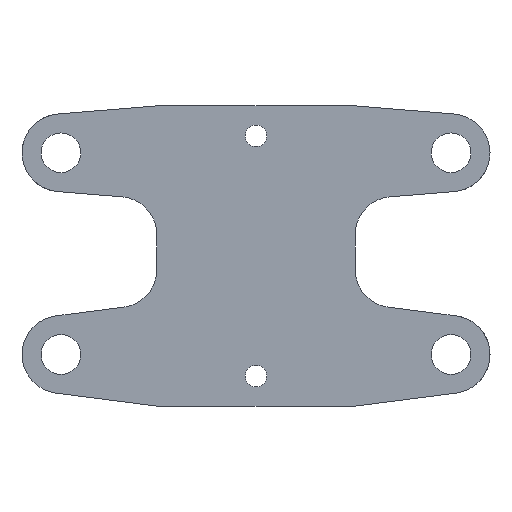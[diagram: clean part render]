
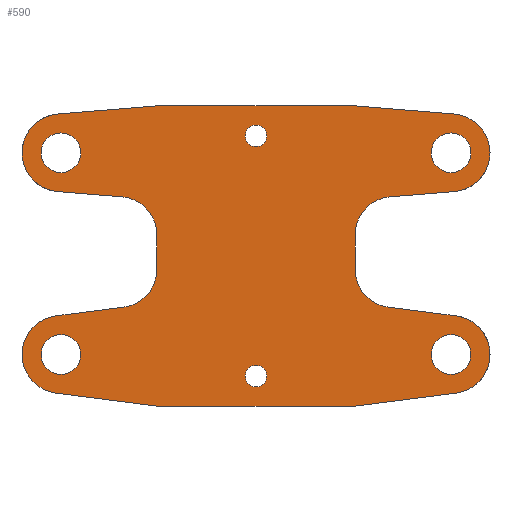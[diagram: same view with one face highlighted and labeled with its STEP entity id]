
A CAD part, front view. The second image highlights one B-rep face of the part: STEP entity #590.
In plain terms, the highlighted planar face has unit normal (0, -1, 0).
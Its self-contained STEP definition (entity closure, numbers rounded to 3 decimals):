
#43=LINE('',#923,#87);
#48=LINE('',#934,#92);
#51=LINE('',#943,#95);
#56=LINE('',#954,#100);
#57=LINE('',#958,#101);
#61=LINE('',#975,#105);
#63=LINE('',#980,#107);
#67=LINE('',#997,#111);
#69=LINE('',#1006,#113);
#70=LINE('',#1008,#114);
#71=LINE('',#1010,#115);
#72=LINE('',#1012,#116);
#87=VECTOR('',#743,10.);
#92=VECTOR('',#754,10.);
#95=VECTOR('',#763,10.);
#100=VECTOR('',#774,10.);
#101=VECTOR('',#777,10.);
#105=VECTOR('',#799,10.);
#107=VECTOR('',#803,10.);
#111=VECTOR('',#825,10.);
#113=VECTOR('',#837,10.);
#114=VECTOR('',#840,10.);
#115=VECTOR('',#843,10.);
#116=VECTOR('',#846,10.);
#133=FACE_BOUND('',#219,.T.);
#134=FACE_BOUND('',#220,.T.);
#135=FACE_BOUND('',#221,.T.);
#136=FACE_BOUND('',#222,.T.);
#137=FACE_BOUND('',#223,.T.);
#138=FACE_BOUND('',#224,.T.);
#170=FACE_OUTER_BOUND('',#218,.T.);
#218=EDGE_LOOP('',(#515,#516,#517,#518,#519,#520,#521,#522,#523,#524,#525,
#526,#527,#528,#529,#530,#531,#532,#533,#534));
#219=EDGE_LOOP('',(#535));
#220=EDGE_LOOP('',(#536));
#221=EDGE_LOOP('',(#537));
#222=EDGE_LOOP('',(#538));
#223=EDGE_LOOP('',(#539));
#224=EDGE_LOOP('',(#540));
#243=CIRCLE('',#635,6.35);
#244=CIRCLE('',#638,6.35);
#245=CIRCLE('',#641,6.35);
#246=CIRCLE('',#644,6.35);
#247=CIRCLE('',#648,3.302);
#248=CIRCLE('',#650,6.477);
#249=CIRCLE('',#652,6.477);
#250=CIRCLE('',#654,3.302);
#251=CIRCLE('',#658,3.302);
#252=CIRCLE('',#660,6.477);
#253=CIRCLE('',#662,6.477);
#254=CIRCLE('',#664,3.302);
#255=CIRCLE('',#667,1.8);
#256=CIRCLE('',#669,1.8);
#287=VERTEX_POINT('',#916);
#288=VERTEX_POINT('',#917);
#289=VERTEX_POINT('',#922);
#290=VERTEX_POINT('',#926);
#291=VERTEX_POINT('',#928);
#292=VERTEX_POINT('',#932);
#293=VERTEX_POINT('',#936);
#294=VERTEX_POINT('',#937);
#295=VERTEX_POINT('',#942);
#296=VERTEX_POINT('',#946);
#297=VERTEX_POINT('',#948);
#298=VERTEX_POINT('',#952);
#299=VERTEX_POINT('',#956);
#300=VERTEX_POINT('',#957);
#301=VERTEX_POINT('',#962);
#302=VERTEX_POINT('',#967);
#303=VERTEX_POINT('',#971);
#304=VERTEX_POINT('',#974);
#305=VERTEX_POINT('',#978);
#306=VERTEX_POINT('',#979);
#307=VERTEX_POINT('',#984);
#308=VERTEX_POINT('',#989);
#309=VERTEX_POINT('',#993);
#310=VERTEX_POINT('',#996);
#311=VERTEX_POINT('',#1000);
#312=VERTEX_POINT('',#1003);
#343=EDGE_CURVE('',#287,#288,#243,.T.);
#346=EDGE_CURVE('',#288,#289,#43,.T.);
#349=EDGE_CURVE('',#290,#291,#244,.T.);
#352=EDGE_CURVE('',#292,#290,#48,.T.);
#353=EDGE_CURVE('',#293,#294,#245,.T.);
#356=EDGE_CURVE('',#294,#295,#51,.T.);
#359=EDGE_CURVE('',#296,#297,#246,.T.);
#362=EDGE_CURVE('',#298,#296,#56,.T.);
#363=EDGE_CURVE('',#299,#300,#57,.T.);
#366=EDGE_CURVE('',#301,#301,#247,.T.);
#367=EDGE_CURVE('',#289,#299,#248,.T.);
#368=EDGE_CURVE('',#302,#298,#249,.T.);
#370=EDGE_CURVE('',#303,#303,#250,.T.);
#371=EDGE_CURVE('',#304,#302,#61,.T.);
#373=EDGE_CURVE('',#305,#306,#63,.T.);
#376=EDGE_CURVE('',#307,#307,#251,.T.);
#377=EDGE_CURVE('',#295,#305,#252,.T.);
#378=EDGE_CURVE('',#308,#292,#253,.T.);
#380=EDGE_CURVE('',#309,#309,#254,.T.);
#381=EDGE_CURVE('',#310,#308,#67,.T.);
#383=EDGE_CURVE('',#311,#311,#255,.T.);
#384=EDGE_CURVE('',#312,#312,#256,.T.);
#385=EDGE_CURVE('',#297,#293,#69,.T.);
#386=EDGE_CURVE('',#300,#304,#70,.T.);
#387=EDGE_CURVE('',#291,#287,#71,.T.);
#388=EDGE_CURVE('',#306,#310,#72,.T.);
#515=ORIENTED_EDGE('',*,*,#388,.F.);
#516=ORIENTED_EDGE('',*,*,#373,.F.);
#517=ORIENTED_EDGE('',*,*,#377,.F.);
#518=ORIENTED_EDGE('',*,*,#356,.F.);
#519=ORIENTED_EDGE('',*,*,#353,.F.);
#520=ORIENTED_EDGE('',*,*,#385,.F.);
#521=ORIENTED_EDGE('',*,*,#359,.F.);
#522=ORIENTED_EDGE('',*,*,#362,.F.);
#523=ORIENTED_EDGE('',*,*,#368,.F.);
#524=ORIENTED_EDGE('',*,*,#371,.F.);
#525=ORIENTED_EDGE('',*,*,#386,.F.);
#526=ORIENTED_EDGE('',*,*,#363,.F.);
#527=ORIENTED_EDGE('',*,*,#367,.F.);
#528=ORIENTED_EDGE('',*,*,#346,.F.);
#529=ORIENTED_EDGE('',*,*,#343,.F.);
#530=ORIENTED_EDGE('',*,*,#387,.F.);
#531=ORIENTED_EDGE('',*,*,#349,.F.);
#532=ORIENTED_EDGE('',*,*,#352,.F.);
#533=ORIENTED_EDGE('',*,*,#378,.F.);
#534=ORIENTED_EDGE('',*,*,#381,.F.);
#535=ORIENTED_EDGE('',*,*,#366,.F.);
#536=ORIENTED_EDGE('',*,*,#370,.F.);
#537=ORIENTED_EDGE('',*,*,#376,.F.);
#538=ORIENTED_EDGE('',*,*,#380,.F.);
#539=ORIENTED_EDGE('',*,*,#383,.T.);
#540=ORIENTED_EDGE('',*,*,#384,.T.);
#558=PLANE('',#674);
#590=ADVANCED_FACE('',(#170,#133,#134,#135,#136,#137,#138),#558,.T.);
#635=AXIS2_PLACEMENT_3D('',#918,#737,#738);
#638=AXIS2_PLACEMENT_3D('',#929,#748,#749);
#641=AXIS2_PLACEMENT_3D('',#938,#757,#758);
#644=AXIS2_PLACEMENT_3D('',#949,#768,#769);
#648=AXIS2_PLACEMENT_3D('',#963,#782,#783);
#650=AXIS2_PLACEMENT_3D('',#965,#786,#787);
#652=AXIS2_PLACEMENT_3D('',#968,#790,#791);
#654=AXIS2_PLACEMENT_3D('',#972,#795,#796);
#658=AXIS2_PLACEMENT_3D('',#985,#808,#809);
#660=AXIS2_PLACEMENT_3D('',#987,#812,#813);
#662=AXIS2_PLACEMENT_3D('',#990,#816,#817);
#664=AXIS2_PLACEMENT_3D('',#994,#821,#822);
#667=AXIS2_PLACEMENT_3D('',#1001,#829,#830);
#669=AXIS2_PLACEMENT_3D('',#1004,#833,#834);
#674=AXIS2_PLACEMENT_3D('',#1013,#847,#848);
#737=DIRECTION('center_axis',(0.,-1.,0.));
#738=DIRECTION('ref_axis',(-0.751,0.,-0.66));
#743=DIRECTION('',(0.992,0.,-0.128));
#748=DIRECTION('center_axis',(0.,-1.,0.));
#749=DIRECTION('ref_axis',(-0.735,0.,0.678));
#754=DIRECTION('',(-0.997,0.,-0.082));
#757=DIRECTION('center_axis',(0.,-1.,0.));
#758=DIRECTION('ref_axis',(0.735,0.,0.678));
#763=DIRECTION('',(-0.997,0.,0.082));
#768=DIRECTION('center_axis',(0.,-1.,0.));
#769=DIRECTION('ref_axis',(0.751,0.,-0.66));
#774=DIRECTION('',(0.992,0.,0.128));
#777=DIRECTION('',(-0.992,0.,-0.128));
#782=DIRECTION('center_axis',(0.,-1.,0.));
#783=DIRECTION('ref_axis',(-1.,0.,0.));
#786=DIRECTION('center_axis',(0.,1.,0.));
#787=DIRECTION('ref_axis',(0.128,0.,0.992));
#790=DIRECTION('center_axis',(0.,1.,0.));
#791=DIRECTION('ref_axis',(-0.128,0.,-0.992));
#795=DIRECTION('center_axis',(0.,-1.,0.));
#796=DIRECTION('ref_axis',(-1.,0.,0.));
#799=DIRECTION('',(-0.992,0.,0.128));
#803=DIRECTION('',(0.997,0.,0.082));
#808=DIRECTION('center_axis',(0.,-1.,0.));
#809=DIRECTION('ref_axis',(-1.,0.,0.));
#812=DIRECTION('center_axis',(0.,1.,0.));
#813=DIRECTION('ref_axis',(-0.082,0.,-0.997));
#816=DIRECTION('center_axis',(0.,1.,0.));
#817=DIRECTION('ref_axis',(0.082,0.,0.997));
#821=DIRECTION('center_axis',(0.,-1.,0.));
#822=DIRECTION('ref_axis',(-1.,0.,0.));
#825=DIRECTION('',(0.997,0.,-0.082));
#829=DIRECTION('center_axis',(0.,1.,0.));
#830=DIRECTION('ref_axis',(1.,0.,0.));
#833=DIRECTION('center_axis',(0.,1.,0.));
#834=DIRECTION('ref_axis',(1.,0.,0.));
#837=DIRECTION('',(0.,0.,1.));
#840=DIRECTION('',(-1.,0.,0.));
#843=DIRECTION('',(0.,0.,-1.));
#846=DIRECTION('',(1.,0.,0.));
#847=DIRECTION('center_axis',(0.,-1.,0.));
#848=DIRECTION('ref_axis',(0.,0.,-1.));
#916=CARTESIAN_POINT('',(16.5,0.,-2.222));
#917=CARTESIAN_POINT('',(22.036,0.,-8.52));
#918=CARTESIAN_POINT('Origin',(22.85,0.,-2.222));
#922=CARTESIAN_POINT('',(33.327,0.,-9.979));
#923=CARTESIAN_POINT('',(16.303,0.,-7.779));
#926=CARTESIAN_POINT('',(22.331,0.,9.857));
#928=CARTESIAN_POINT('',(16.5,0.,3.528));
#929=CARTESIAN_POINT('Origin',(22.85,0.,3.528));
#932=CARTESIAN_POINT('',(33.026,0.,10.734));
#934=CARTESIAN_POINT('',(7.923,0.,8.675));
#936=CARTESIAN_POINT('',(-16.5,0.,3.528));
#937=CARTESIAN_POINT('',(-22.331,0.,9.857));
#938=CARTESIAN_POINT('Origin',(-22.85,0.,3.528));
#942=CARTESIAN_POINT('',(-33.026,0.,10.734));
#943=CARTESIAN_POINT('',(-16.186,0.,9.353));
#946=CARTESIAN_POINT('',(-22.036,0.,-8.52));
#948=CARTESIAN_POINT('',(-16.5,0.,-2.222));
#949=CARTESIAN_POINT('Origin',(-22.85,0.,-2.222));
#952=CARTESIAN_POINT('',(-33.327,0.,-9.979));
#954=CARTESIAN_POINT('',(-7.89,0.,-6.692));
#956=CARTESIAN_POINT('',(33.327,0.,-22.826));
#957=CARTESIAN_POINT('',(16.5,0.,-25.));
#958=CARTESIAN_POINT('',(9.974,0.,-25.843));
#962=CARTESIAN_POINT('',(35.799,0.,-16.402));
#963=CARTESIAN_POINT('Origin',(32.497,0.,-16.402));
#965=CARTESIAN_POINT('Origin',(32.497,0.,-16.402));
#967=CARTESIAN_POINT('',(-33.327,0.,-22.826));
#968=CARTESIAN_POINT('Origin',(-32.497,0.,-16.402));
#971=CARTESIAN_POINT('',(-29.195,0.,-16.402));
#972=CARTESIAN_POINT('Origin',(-32.497,0.,-16.402));
#974=CARTESIAN_POINT('',(-16.5,0.,-25.));
#975=CARTESIAN_POINT('',(-18.388,0.,-24.756));
#978=CARTESIAN_POINT('',(-33.026,0.,23.645));
#979=CARTESIAN_POINT('',(-16.5,0.,25.));
#980=CARTESIAN_POINT('',(-9.323,0.,25.589));
#984=CARTESIAN_POINT('',(-29.195,0.,17.189));
#985=CARTESIAN_POINT('Origin',(-32.497,0.,17.189));
#987=CARTESIAN_POINT('Origin',(-32.497,0.,17.189));
#989=CARTESIAN_POINT('',(33.026,0.,23.645));
#990=CARTESIAN_POINT('Origin',(32.497,0.,17.189));
#993=CARTESIAN_POINT('',(35.799,0.,17.189));
#994=CARTESIAN_POINT('Origin',(32.497,0.,17.189));
#996=CARTESIAN_POINT('',(16.5,0.,25.));
#997=CARTESIAN_POINT('',(17.587,0.,24.911));
#1000=CARTESIAN_POINT('',(-1.8,0.,-20.));
#1001=CARTESIAN_POINT('Origin',(0.,0.,-20.));
#1003=CARTESIAN_POINT('',(-1.8,0.,20.));
#1004=CARTESIAN_POINT('Origin',(0.,0.,20.));
#1006=CARTESIAN_POINT('',(-16.5,0.,-25.));
#1008=CARTESIAN_POINT('',(16.5,0.,-25.));
#1010=CARTESIAN_POINT('',(16.5,0.,25.));
#1012=CARTESIAN_POINT('',(-16.5,0.,25.));
#1013=CARTESIAN_POINT('Origin',(0.,0.,0.));
